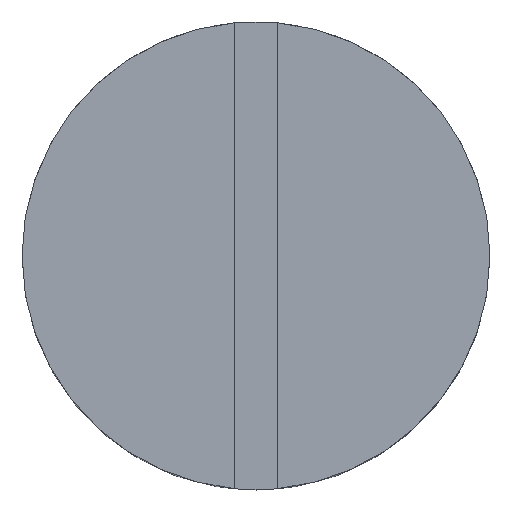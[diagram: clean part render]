
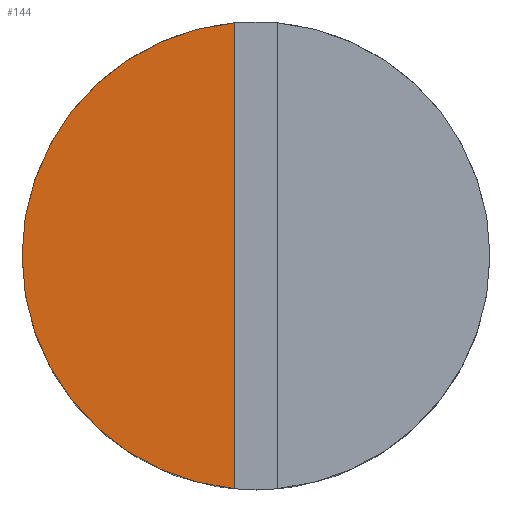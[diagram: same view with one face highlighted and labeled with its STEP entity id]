
A CAD part, top view. The second image highlights one B-rep face of the part: STEP entity #144.
In plain terms, the highlighted planar face has unit normal (0, 0, 1).
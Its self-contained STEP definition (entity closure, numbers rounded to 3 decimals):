
#144=ADVANCED_FACE('',(#364),#365,.T.);
#242=VERTEX_POINT('',#473);
#246=VERTEX_POINT('',#477);
#248=EDGE_CURVE('',#242,#246,#479,.T.);
#278=VERTEX_POINT('',#509);
#282=EDGE_CURVE('',#242,#278,#513,.T.);
#284=EDGE_CURVE('',#246,#278,#515,.T.);
#364=FACE_OUTER_BOUND('',#589,.T.);
#365=PLANE('',#590);
#473=CARTESIAN_POINT('',(-0.6,-6.472,18.));
#477=CARTESIAN_POINT('',(-6.5,0.,18.));
#479=CIRCLE('',#736,6.5);
#509=CARTESIAN_POINT('',(-0.6,6.472,18.));
#513=LINE('',#788,#789);
#515=CIRCLE('',#792,6.5);
#589=EDGE_LOOP('',(#923,#924,#925));
#590=AXIS2_PLACEMENT_3D('',#926,#927,#928);
#736=AXIS2_PLACEMENT_3D('',#1042,#1043,#1044);
#788=CARTESIAN_POINT('',(-0.6,0.,18.));
#789=VECTOR('',#1066,1.0);
#792=AXIS2_PLACEMENT_3D('',#1067,#1068,#1069);
#923=ORIENTED_EDGE('',*,*,#282,.T.);
#924=ORIENTED_EDGE('',*,*,#284,.F.);
#925=ORIENTED_EDGE('',*,*,#248,.F.);
#926=CARTESIAN_POINT('',(3.25,0.,18.));
#927=DIRECTION('',(0.0,0.0,1.0));
#928=DIRECTION('',(1.0,-0.0,0.0));
#1042=CARTESIAN_POINT('',(0.,0.,18.));
#1043=DIRECTION('',(0.0,0.0,-1.0));
#1044=DIRECTION('',(1.0,0.0,0.0));
#1066=DIRECTION('',(0.,1.0,0.0));
#1067=CARTESIAN_POINT('',(0.,0.,18.));
#1068=DIRECTION('',(0.0,0.0,-1.0));
#1069=DIRECTION('',(1.0,0.0,0.0));
